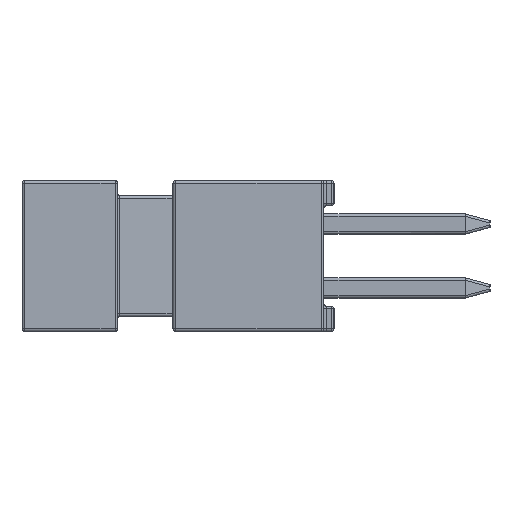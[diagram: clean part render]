
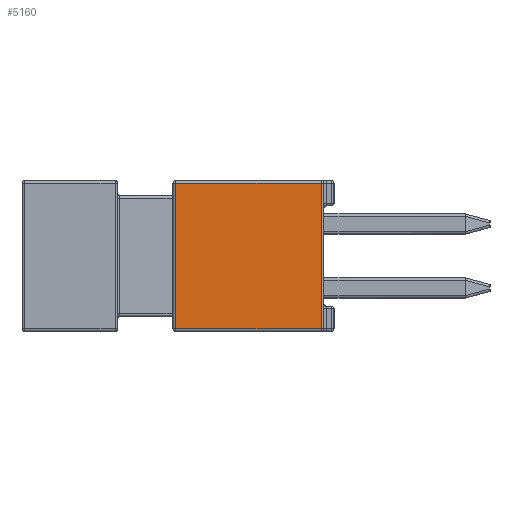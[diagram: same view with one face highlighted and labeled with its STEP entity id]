
A CAD part, left-side view. The second image highlights one B-rep face of the part: STEP entity #5160.
In plain terms, the highlighted planar face has unit normal (-1, 0, 0).
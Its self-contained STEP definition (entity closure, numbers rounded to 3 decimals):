
#5160 = ADVANCED_FACE ( 'NONE', ( #24549 ), #55922, .T. ) ;
#9317 = EDGE_LOOP ( 'NONE', ( #113186, #56814, #20055, #143364 ) ) ;
#9776 = DIRECTION ( 'NONE',  ( 0., 0., 1. ) ) ;
#12342 = VECTOR ( 'NONE', #16486, 1000. ) ;
#14191 = EDGE_CURVE ( 'NONE', #55360, #46610, #73503, .T. ) ;
#14192 = CARTESIAN_POINT ( 'NONE',  ( -12.895, 2.95, -1.45 ) ) ;
#16486 = DIRECTION ( 'NONE',  ( 0., -1., 0. ) ) ;
#20055 = ORIENTED_EDGE ( 'NONE', *, *, #40131, .T. ) ;
#24503 = CARTESIAN_POINT ( 'NONE',  ( -12.895, 0.05, 1.5 ) ) ;
#24549 = FACE_OUTER_BOUND ( 'NONE', #9317, .T. ) ;
#25759 = EDGE_CURVE ( 'NONE', #31593, #138411, #58646, .T. ) ;
#28557 = CARTESIAN_POINT ( 'NONE',  ( -12.895, 3., 0. ) ) ;
#30240 = LINE ( 'NONE', #65415, #152308 ) ;
#31593 = VERTEX_POINT ( 'NONE', #36964 ) ;
#36964 = CARTESIAN_POINT ( 'NONE',  ( -12.895, 0.05, 1.45 ) ) ;
#40131 = EDGE_CURVE ( 'NONE', #138411, #55360, #30240, .T. ) ;
#46610 = VERTEX_POINT ( 'NONE', #83104 ) ;
#55360 = VERTEX_POINT ( 'NONE', #14192 ) ;
#55922 = PLANE ( 'NONE',  #118712 ) ;
#56814 = ORIENTED_EDGE ( 'NONE', *, *, #25759, .T. ) ;
#58561 = DIRECTION ( 'NONE',  ( 0., 1., 0. ) ) ;
#58646 = LINE ( 'NONE', #156017, #87208 ) ;
#65415 = CARTESIAN_POINT ( 'NONE',  ( -12.895, 2.95, 0. ) ) ;
#73503 = LINE ( 'NONE', #101882, #12342 ) ;
#77249 = CARTESIAN_POINT ( 'NONE',  ( -12.895, 2.95, 1.45 ) ) ;
#83104 = CARTESIAN_POINT ( 'NONE',  ( -12.895, 0.05, -1.45 ) ) ;
#87208 = VECTOR ( 'NONE', #58561, 1000. ) ;
#90434 = DIRECTION ( 'NONE',  ( 0., 0., -1. ) ) ;
#97514 = DIRECTION ( 'NONE',  ( 0., 0., 1. ) ) ;
#101882 = CARTESIAN_POINT ( 'NONE',  ( -12.895, 3., -1.45 ) ) ;
#107211 = EDGE_CURVE ( 'NONE', #46610, #31593, #155485, .T. ) ;
#113186 = ORIENTED_EDGE ( 'NONE', *, *, #107211, .T. ) ;
#118712 = AXIS2_PLACEMENT_3D ( 'NONE', #28557, #148467, #9776 ) ;
#119277 = VECTOR ( 'NONE', #97514, 1000. ) ;
#138411 = VERTEX_POINT ( 'NONE', #77249 ) ;
#143364 = ORIENTED_EDGE ( 'NONE', *, *, #14191, .T. ) ;
#148467 = DIRECTION ( 'NONE',  ( -1., 0., 0. ) ) ;
#152308 = VECTOR ( 'NONE', #90434, 1000. ) ;
#155485 = LINE ( 'NONE', #24503, #119277 ) ;
#156017 = CARTESIAN_POINT ( 'NONE',  ( -12.895, 3., 1.45 ) ) ;
